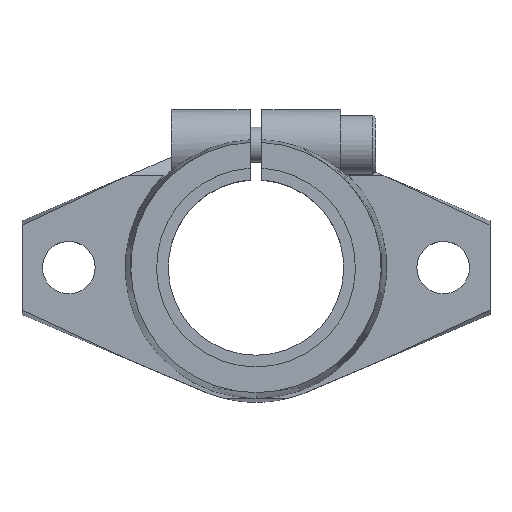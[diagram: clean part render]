
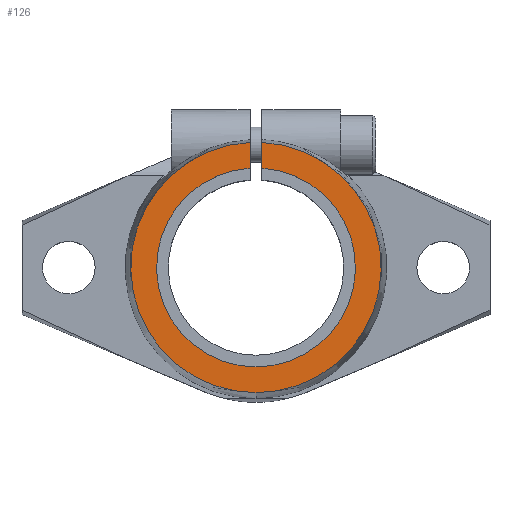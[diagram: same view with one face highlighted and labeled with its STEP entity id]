
A CAD part, top view. The second image highlights one B-rep face of the part: STEP entity #126.
In plain terms, the highlighted planar face has unit normal (0, 0, 1).
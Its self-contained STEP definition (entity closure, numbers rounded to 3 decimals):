
#126 = ADVANCED_FACE( '', ( #250 ), #251, .T. );
#250 = FACE_OUTER_BOUND( '', #385, .T. );
#251 = PLANE( '', #386 );
#385 = EDGE_LOOP( '', ( #829, #830, #831, #832, #833, #834 ) );
#386 = AXIS2_PLACEMENT_3D( '', #835, #836, #837 );
#829 = ORIENTED_EDGE( '', *, *, #1007, .T. );
#830 = ORIENTED_EDGE( '', *, *, #966, .T. );
#831 = ORIENTED_EDGE( '', *, *, #1018, .T. );
#832 = ORIENTED_EDGE( '', *, *, #921, .T. );
#833 = ORIENTED_EDGE( '', *, *, #1068, .T. );
#834 = ORIENTED_EDGE( '', *, *, #1049, .T. );
#835 = CARTESIAN_POINT( '', ( 0., 10.7, 30. ) );
#836 = DIRECTION( '', ( 0., 0., 1. ) );
#837 = DIRECTION( '', ( 0., 1., 0. ) );
#921 = EDGE_CURVE( '', #1084, #1081, #1085, .T. );
#966 = EDGE_CURVE( '', #1164, #1168, #1170, .T. );
#1007 = EDGE_CURVE( '', #1237, #1164, #1238, .T. );
#1018 = EDGE_CURVE( '', #1168, #1084, #1253, .T. );
#1049 = EDGE_CURVE( '', #1298, #1237, #1299, .T. );
#1068 = EDGE_CURVE( '', #1081, #1298, #1329, .T. );
#1081 = VERTEX_POINT( '', #1345 );
#1084 = VERTEX_POINT( '', #1349 );
#1085 = CIRCLE( '', #1350, 21.4 );
#1164 = VERTEX_POINT( '', #1640 );
#1168 = VERTEX_POINT( '', #1645 );
#1170 = CIRCLE( '', #1648, 17. );
#1237 = VERTEX_POINT( '', #1741 );
#1238 = CIRCLE( '', #1742, 17. );
#1253 = LINE( '', #1763, #1764 );
#1298 = VERTEX_POINT( '', #1907 );
#1299 = LINE( '', #1908, #1909 );
#1329 = CIRCLE( '', #1960, 21.4 );
#1345 = CARTESIAN_POINT( '', ( 0., -21.4, 30. ) );
#1349 = CARTESIAN_POINT( '', ( -1., 21.377, 30. ) );
#1350 = AXIS2_PLACEMENT_3D( '', #1989, #1990, #1991 );
#1640 = CARTESIAN_POINT( '', ( 0., -17., 30. ) );
#1645 = CARTESIAN_POINT( '', ( -1., 16.971, 30. ) );
#1648 = AXIS2_PLACEMENT_3D( '', #2067, #2068, #2069 );
#1741 = CARTESIAN_POINT( '', ( 1., 16.971, 30. ) );
#1742 = AXIS2_PLACEMENT_3D( '', #2138, #2139, #2140 );
#1763 = CARTESIAN_POINT( '', ( -1., 5.35, 30. ) );
#1764 = VECTOR( '', #2159, 1. );
#1907 = CARTESIAN_POINT( '', ( 1., 21.377, 30. ) );
#1908 = CARTESIAN_POINT( '', ( 1., 17.85, 30. ) );
#1909 = VECTOR( '', #2220, 1. );
#1960 = AXIS2_PLACEMENT_3D( '', #2248, #2249, #2250 );
#1989 = CARTESIAN_POINT( '', ( 0., 0., 30. ) );
#1990 = DIRECTION( '', ( 0., 0., 1. ) );
#1991 = DIRECTION( '', ( 0., 1., 0. ) );
#2067 = CARTESIAN_POINT( '', ( 0., 0., 30. ) );
#2068 = DIRECTION( '', ( 0., 0., -1. ) );
#2069 = DIRECTION( '', ( 0., 1., 0. ) );
#2138 = CARTESIAN_POINT( '', ( 0., 0., 30. ) );
#2139 = DIRECTION( '', ( 0., 0., -1. ) );
#2140 = DIRECTION( '', ( 0., 1., 0. ) );
#2159 = DIRECTION( '', ( 0., 1., 0. ) );
#2220 = DIRECTION( '', ( 0., -1., 0. ) );
#2248 = CARTESIAN_POINT( '', ( 0., 0., 30. ) );
#2249 = DIRECTION( '', ( 0., 0., 1. ) );
#2250 = DIRECTION( '', ( 0., 1., 0. ) );
